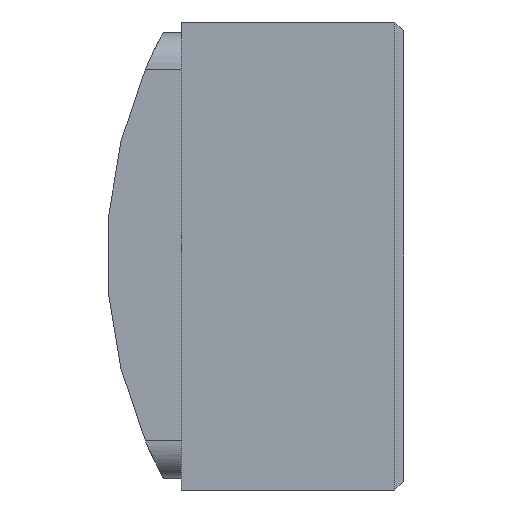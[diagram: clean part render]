
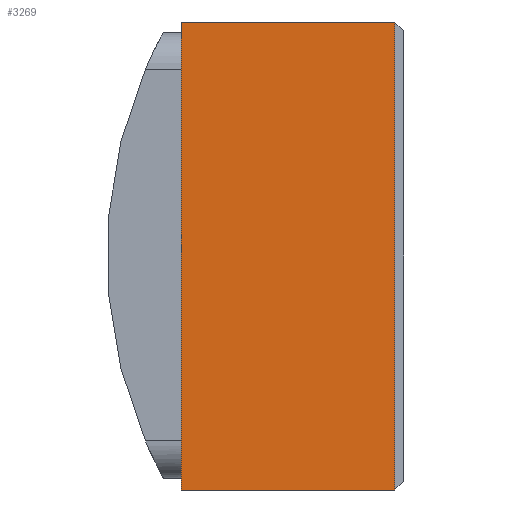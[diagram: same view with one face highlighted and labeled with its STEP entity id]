
A CAD part, left-side view. The second image highlights one B-rep face of the part: STEP entity #3269.
In plain terms, the highlighted planar face has unit normal (-1, 0, 0).
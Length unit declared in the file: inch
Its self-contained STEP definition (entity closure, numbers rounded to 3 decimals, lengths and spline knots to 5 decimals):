
#57 = EDGE_CURVE ( 'NONE', #2606, #1621, #1053, .T. ) ;
#164 = VECTOR ( 'NONE', #2828, 39.37008 ) ;
#293 = EDGE_CURVE ( 'NONE', #955, #2319, #330, .T. ) ;
#330 = LINE ( 'NONE', #1379, #3175 ) ;
#373 = AXIS2_PLACEMENT_3D ( 'NONE', #2512, #1385, #2440 ) ;
#509 = CARTESIAN_POINT ( 'NONE',  ( -1.575, 0.03, -0.7875 ) ) ;
#731 = ORIENTED_EDGE ( 'NONE', *, *, #2149, .T. ) ;
#799 = DIRECTION ( 'NONE',  ( 0., -1., 0. ) ) ;
#955 = VERTEX_POINT ( 'NONE', #1544 ) ;
#1053 = LINE ( 'NONE', #2323, #3383 ) ;
#1379 = CARTESIAN_POINT ( 'NONE',  ( -1.575, 0.748, -0.7875 ) ) ;
#1385 = DIRECTION ( 'NONE',  ( 1., 0., 0. ) ) ;
#1390 = VECTOR ( 'NONE', #2809, 39.37008 ) ;
#1454 = PLANE ( 'NONE',  #373 ) ;
#1544 = CARTESIAN_POINT ( 'NONE',  ( -1.575, 0.748, -0.7875 ) ) ;
#1621 = VERTEX_POINT ( 'NONE', #3304 ) ;
#1658 = EDGE_LOOP ( 'NONE', ( #2226, #731, #1814, #2435 ) ) ;
#1724 = FACE_OUTER_BOUND ( 'NONE', #1658, .T. ) ;
#1762 = LINE ( 'NONE', #3332, #164 ) ;
#1814 = ORIENTED_EDGE ( 'NONE', *, *, #57, .F. ) ;
#2149 = EDGE_CURVE ( 'NONE', #2319, #1621, #2582, .T. ) ;
#2226 = ORIENTED_EDGE ( 'NONE', *, *, #293, .T. ) ;
#2319 = VERTEX_POINT ( 'NONE', #509 ) ;
#2323 = CARTESIAN_POINT ( 'NONE',  ( -1.575, 0.748, 0.7875 ) ) ;
#2434 = DIRECTION ( 'NONE',  ( 0., -1., 0. ) ) ;
#2435 = ORIENTED_EDGE ( 'NONE', *, *, #2911, .F. ) ;
#2440 = DIRECTION ( 'NONE',  ( 0., 0., -1. ) ) ;
#2512 = CARTESIAN_POINT ( 'NONE',  ( -1.575, 0.748, 0.7875 ) ) ;
#2582 = LINE ( 'NONE', #3326, #1390 ) ;
#2606 = VERTEX_POINT ( 'NONE', #3123 ) ;
#2809 = DIRECTION ( 'NONE',  ( 0., 0., 1. ) ) ;
#2828 = DIRECTION ( 'NONE',  ( 0., 0., 1. ) ) ;
#2911 = EDGE_CURVE ( 'NONE', #955, #2606, #1762, .T. ) ;
#3123 = CARTESIAN_POINT ( 'NONE',  ( -1.575, 0.748, 0.7875 ) ) ;
#3175 = VECTOR ( 'NONE', #2434, 39.37008 ) ;
#3269 = ADVANCED_FACE ( 'NONE', ( #1724 ), #1454, .F. ) ;
#3304 = CARTESIAN_POINT ( 'NONE',  ( -1.575, 0.03, 0.7875 ) ) ;
#3326 = CARTESIAN_POINT ( 'NONE',  ( -1.575, 0.03, 0.7875 ) ) ;
#3332 = CARTESIAN_POINT ( 'NONE',  ( -1.575, 0.748, 0.7875 ) ) ;
#3383 = VECTOR ( 'NONE', #799, 39.37008 ) ;
